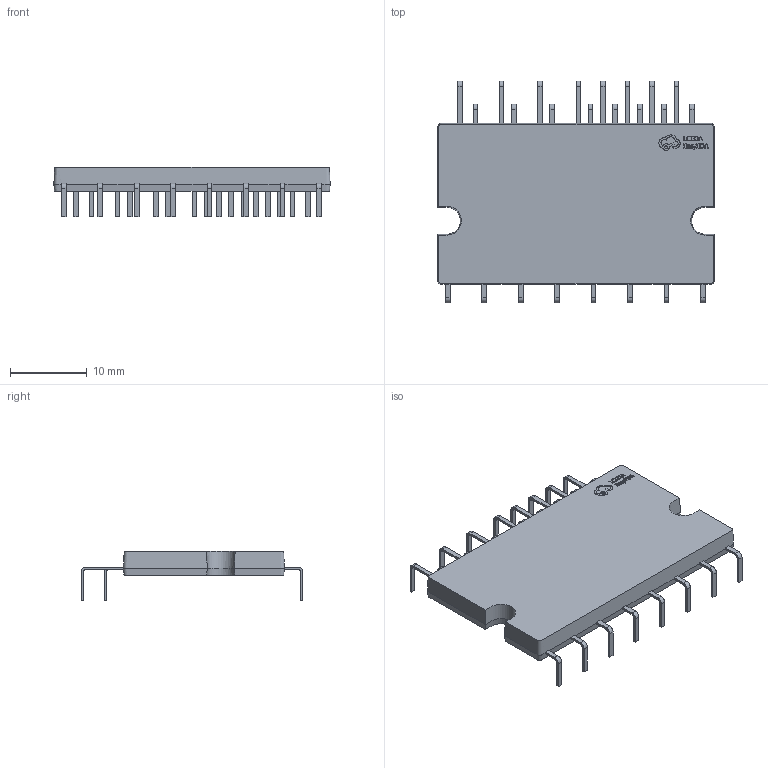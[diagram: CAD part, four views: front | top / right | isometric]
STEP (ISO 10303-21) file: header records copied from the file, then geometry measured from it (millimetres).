
FILE_DESCRIPTION (( 'STEP AP214' ), '1' );
FILE_NAME ('DIP-24_IM512-L6A.step', '2022-06-21T14:02:51', ( '' ), ( '' ), 'SwSTEP 2.0', 'SolidWorks 2020', '' );
FILE_SCHEMA (( 'AUTOMOTIVE_DESIGN' ));
Length unit declared in the file: millimetre
Products named in the file (1): DIP-24_IM512-L6A
Bounding box: 36 x 28.9 x 6.41 mm (x, y, z)
Volume: 2224.6 mm3; surface area: 2144.9 mm2
Topology: 1 solids, 1 shells, 511 faces, 1477 edges, 994 vertices
Faces by surface type: plane 343, bspline 120, cylinder 48
Entity records: 22609 total; most frequent: CARTESIAN_POINT 5871, ORIENTED_EDGE 2954, DIRECTION 2003, EDGE_CURVE 1477, VERTEX_POINT 994, VECTOR 991, LINE 991, EDGE_LOOP 537
